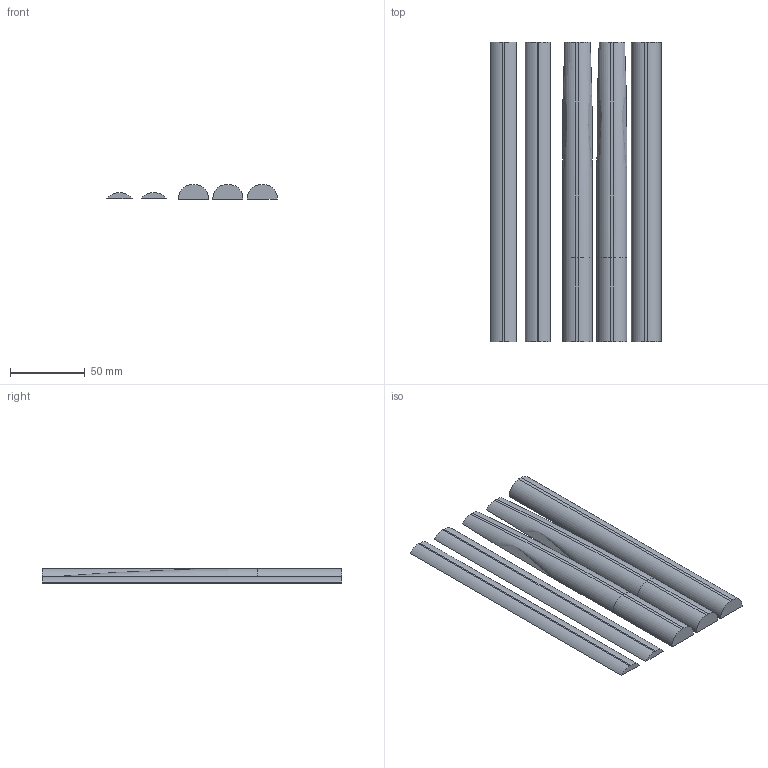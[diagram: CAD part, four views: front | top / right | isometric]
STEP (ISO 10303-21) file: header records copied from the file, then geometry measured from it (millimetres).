
FILE_DESCRIPTION(/* description */ (''),/* implementation_level */ '2;1');
FILE_NAME(/* name */ 'arm.stp',/* time_stamp */ '2021-12-06T22:17:54-05:00',/* author */ (''),/* organization */ (''),/* preprocessor_version */ 'ST-DEVELOPER v15.2',/* originating_system */ 'Autodesk Translator Framework v2.0.0.5431',/* authorisation */ '');
FILE_SCHEMA (('AUTOMOTIVE_DESIGN { 1 0 10303 214 3 1 1 }'));
Length unit declared in the file: centimetre
Products named in the file (1): arm
Bounding box: 113.97 x 200 x 10 mm (x, y, z)
Volume: 107192.7 mm3; surface area: 45597.6 mm2
Topology: 5 solids, 5 shells, 42 faces, 92 edges, 60 vertices
Faces by surface type: plane 26, cylinder 12, torus 4
Entity records: 1223 total; most frequent: CARTESIAN_POINT 267, DIRECTION 198, ORIENTED_EDGE 184, EDGE_CURVE 92, AXIS2_PLACEMENT_3D 71, VERTEX_POINT 60, LINE 56, VECTOR 56
